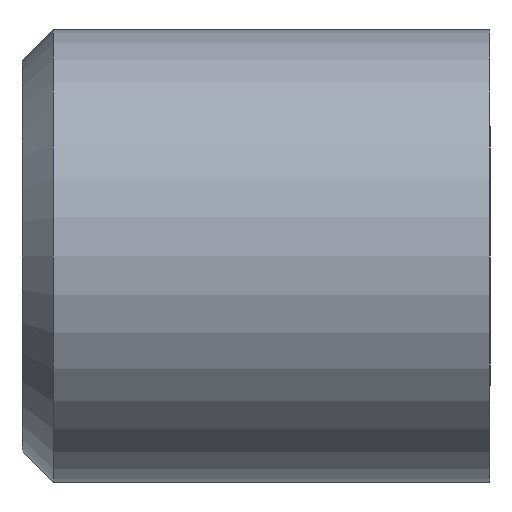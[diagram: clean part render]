
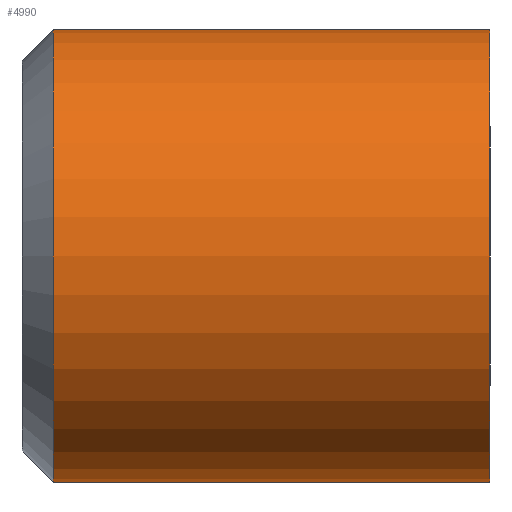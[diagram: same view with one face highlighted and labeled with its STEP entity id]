
A CAD part, left-side view. The second image highlights one B-rep face of the part: STEP entity #4990.
In plain terms, the highlighted cylindrical face has radius 7.25 mm (diameter 14.5 mm), a partial arc.
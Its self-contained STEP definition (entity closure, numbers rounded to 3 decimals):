
#77 = LINE ( 'NONE', #9990, #2633 ) ;
#129 = DIRECTION ( 'NONE',  ( 0., 0., -1. ) ) ;
#384 = EDGE_CURVE ( 'NONE', #7077, #3995, #11069, .T. ) ;
#572 = CARTESIAN_POINT ( 'NONE',  ( -7.5, 15., 7.25 ) ) ;
#1111 = AXIS2_PLACEMENT_3D ( 'NONE', #6271, #3851, #129 ) ;
#1294 = CARTESIAN_POINT ( 'NONE',  ( -7.5, 14., 7.25 ) ) ;
#2633 = VECTOR ( 'NONE', #4604, 1000. ) ;
#3129 = AXIS2_PLACEMENT_3D ( 'NONE', #9653, #6931, #5885 ) ;
#3155 = VERTEX_POINT ( 'NONE', #7447 ) ;
#3851 = DIRECTION ( 'NONE',  ( 0., -1., 0. ) ) ;
#3995 = VERTEX_POINT ( 'NONE', #10439 ) ;
#4325 = EDGE_LOOP ( 'NONE', ( #9243, #10290, #4383, #10840 ) ) ;
#4383 = ORIENTED_EDGE ( 'NONE', *, *, #7960, .T. ) ;
#4604 = DIRECTION ( 'NONE',  ( 0., -1., 0. ) ) ;
#4990 = ADVANCED_FACE ( 'NONE', ( #10672 ), #7321, .T. ) ;
#5061 = EDGE_CURVE ( 'NONE', #7077, #3155, #8517, .T. ) ;
#5885 = DIRECTION ( 'NONE',  ( 0., 0., 1. ) ) ;
#5918 = EDGE_CURVE ( 'NONE', #7782, #3155, #8137, .T. ) ;
#6271 = CARTESIAN_POINT ( 'NONE',  ( -7.5, 15., 0. ) ) ;
#6931 = DIRECTION ( 'NONE',  ( 0., 1., 0. ) ) ;
#7077 = VERTEX_POINT ( 'NONE', #1294 ) ;
#7321 = CYLINDRICAL_SURFACE ( 'NONE', #1111, 7.25 ) ;
#7380 = DIRECTION ( 'NONE',  ( 0., -1., 0. ) ) ;
#7447 = CARTESIAN_POINT ( 'NONE',  ( -7.5, 0., 7.25 ) ) ;
#7782 = VERTEX_POINT ( 'NONE', #9704 ) ;
#7960 = EDGE_CURVE ( 'NONE', #3995, #7782, #77, .T. ) ;
#8056 = AXIS2_PLACEMENT_3D ( 'NONE', #9197, #9957, #9250 ) ;
#8137 = CIRCLE ( 'NONE', #3129, 7.25 ) ;
#8517 = LINE ( 'NONE', #572, #9060 ) ;
#9060 = VECTOR ( 'NONE', #7380, 1000. ) ;
#9197 = CARTESIAN_POINT ( 'NONE',  ( -7.5, 14., 0. ) ) ;
#9243 = ORIENTED_EDGE ( 'NONE', *, *, #5061, .F. ) ;
#9250 = DIRECTION ( 'NONE',  ( 0., 0., 1. ) ) ;
#9653 = CARTESIAN_POINT ( 'NONE',  ( -7.5, 0., 0. ) ) ;
#9704 = CARTESIAN_POINT ( 'NONE',  ( -7.5, 0., -7.25 ) ) ;
#9957 = DIRECTION ( 'NONE',  ( 0., -1., 0. ) ) ;
#9990 = CARTESIAN_POINT ( 'NONE',  ( -7.5, 15., -7.25 ) ) ;
#10290 = ORIENTED_EDGE ( 'NONE', *, *, #384, .T. ) ;
#10439 = CARTESIAN_POINT ( 'NONE',  ( -7.5, 14., -7.25 ) ) ;
#10672 = FACE_OUTER_BOUND ( 'NONE', #4325, .T. ) ;
#10840 = ORIENTED_EDGE ( 'NONE', *, *, #5918, .T. ) ;
#11069 = CIRCLE ( 'NONE', #8056, 7.25 ) ;
